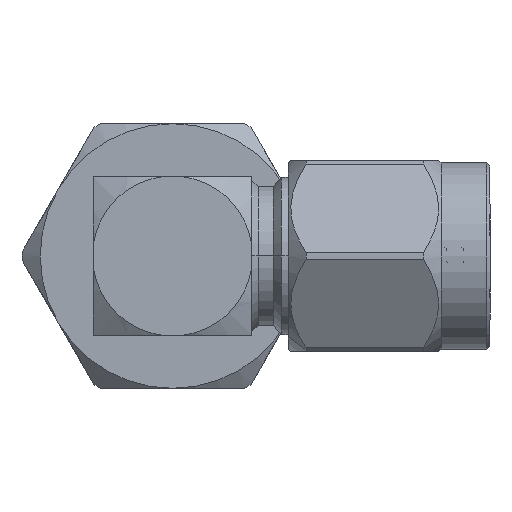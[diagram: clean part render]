
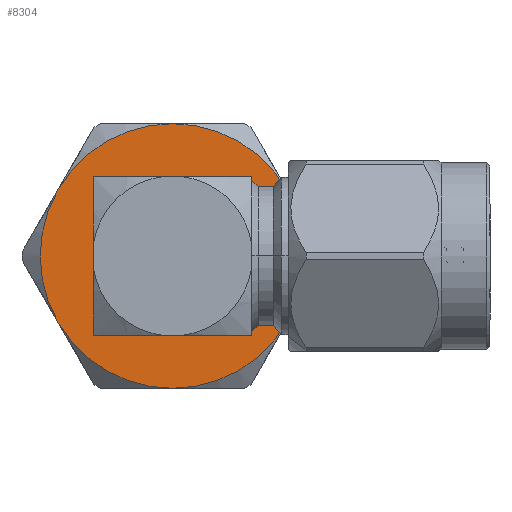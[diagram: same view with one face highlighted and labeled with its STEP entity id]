
A CAD part, left-side view. The second image highlights one B-rep face of the part: STEP entity #8304.
In plain terms, the highlighted face is planar.
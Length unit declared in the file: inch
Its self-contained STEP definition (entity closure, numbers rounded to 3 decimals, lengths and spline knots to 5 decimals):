
#245 = ORIENTED_EDGE ( 'NONE', *, *, #4083, .T. ) ;
#446 = ORIENTED_EDGE ( 'NONE', *, *, #23766, .T. ) ;
#962 = DIRECTION ( 'NONE',  ( 1., 0., 0. ) ) ;
#1164 = VERTEX_POINT ( 'NONE', #4110 ) ;
#2261 = AXIS2_PLACEMENT_3D ( 'NONE', #22890, #962, #25026 ) ;
#2376 = EDGE_CURVE ( 'NONE', #13468, #15370, #23114, .T. ) ;
#2728 = CARTESIAN_POINT ( 'NONE',  ( 0.49539, 0., 0. ) ) ;
#2745 = CARTESIAN_POINT ( 'NONE',  ( 0.49539, 0., 0. ) ) ;
#3062 = ORIENTED_EDGE ( 'NONE', *, *, #22661, .T. ) ;
#3157 = CARTESIAN_POINT ( 'NONE',  ( 0.49539, 0., -0.2165 ) ) ;
#3365 = DIRECTION ( 'NONE',  ( 0., 0., -1. ) ) ;
#3431 = DIRECTION ( 'NONE',  ( 1., 0., 0. ) ) ;
#4083 = EDGE_CURVE ( 'NONE', #21638, #15135, #9859, .T. ) ;
#4110 = CARTESIAN_POINT ( 'NONE',  ( 0.49539, 0.18749, 0.10825 ) ) ;
#4341 = DIRECTION ( 'NONE',  ( 1., 0., 0. ) ) ;
#4355 = AXIS2_PLACEMENT_3D ( 'NONE', #17283, #25443, #7135 ) ;
#4614 = DIRECTION ( 'NONE',  ( 1., 0., 0. ) ) ;
#4744 = DIRECTION ( 'NONE',  ( 0., 0., -1. ) ) ;
#5057 = CARTESIAN_POINT ( 'NONE',  ( 0.49539, 0., 0.2165 ) ) ;
#5380 = DIRECTION ( 'NONE',  ( 1., 0., 0. ) ) ;
#5767 = VERTEX_POINT ( 'NONE', #5057 ) ;
#5792 = CIRCLE ( 'NONE', #20774, 0.2165 ) ;
#6493 = CIRCLE ( 'NONE', #4355, 0.06528 ) ;
#6554 = CIRCLE ( 'NONE', #2261, 0.2165 ) ;
#6861 = FACE_OUTER_BOUND ( 'NONE', #15258, .T. ) ;
#6883 = AXIS2_PLACEMENT_3D ( 'NONE', #17508, #13606, #17768 ) ;
#7135 = DIRECTION ( 'NONE',  ( 0., 0., -1. ) ) ;
#7138 = ORIENTED_EDGE ( 'NONE', *, *, #7186, .T. ) ;
#7186 = EDGE_CURVE ( 'NONE', #15135, #21638, #6493, .T. ) ;
#7318 = DIRECTION ( 'NONE',  ( 0., 0., -1. ) ) ;
#7452 = CARTESIAN_POINT ( 'NONE',  ( 0.49539, 0., 0. ) ) ;
#7799 = ORIENTED_EDGE ( 'NONE', *, *, #10113, .T. ) ;
#7924 = AXIS2_PLACEMENT_3D ( 'NONE', #2728, #4614, #4744 ) ;
#8304 = ADVANCED_FACE ( 'NONE', ( #10982, #6861 ), #14981, .T. ) ;
#9762 = ORIENTED_EDGE ( 'NONE', *, *, #25656, .T. ) ;
#9859 = CIRCLE ( 'NONE', #6883, 0.06528 ) ;
#10113 = EDGE_CURVE ( 'NONE', #13906, #13468, #6554, .T. ) ;
#10203 = CARTESIAN_POINT ( 'NONE',  ( 0.49539, 0., -0.06528 ) ) ;
#10442 = CARTESIAN_POINT ( 'NONE',  ( 0.49539, 0.24633, 0. ) ) ;
#10501 = CIRCLE ( 'NONE', #19924, 0.2165 ) ;
#10982 = FACE_BOUND ( 'NONE', #13178, .T. ) ;
#11012 = DIRECTION ( 'NONE',  ( 0., 0., -1. ) ) ;
#12993 = DIRECTION ( 'NONE',  ( 1., 0., 0. ) ) ;
#13178 = EDGE_LOOP ( 'NONE', ( #7138, #245 ) ) ;
#13422 = CARTESIAN_POINT ( 'NONE',  ( 0.49539, -0.18749, 0.10825 ) ) ;
#13468 = VERTEX_POINT ( 'NONE', #20504 ) ;
#13606 = DIRECTION ( 'NONE',  ( -1., 0., 0. ) ) ;
#13785 = VERTEX_POINT ( 'NONE', #22942 ) ;
#13883 = CIRCLE ( 'NONE', #15580, 0.2165 ) ;
#13906 = VERTEX_POINT ( 'NONE', #13422 ) ;
#14473 = CARTESIAN_POINT ( 'NONE',  ( 0.49539, 0., 0. ) ) ;
#14879 = DIRECTION ( 'NONE',  ( 1., 0., 0. ) ) ;
#14981 = PLANE ( 'NONE',  #21867 ) ;
#15135 = VERTEX_POINT ( 'NONE', #10203 ) ;
#15258 = EDGE_LOOP ( 'NONE', ( #25870, #9762, #18086, #446, #3062, #7799 ) ) ;
#15370 = VERTEX_POINT ( 'NONE', #3157 ) ;
#15580 = AXIS2_PLACEMENT_3D ( 'NONE', #7452, #3431, #7318 ) ;
#17283 = CARTESIAN_POINT ( 'NONE',  ( 0.49539, 0., 0. ) ) ;
#17508 = CARTESIAN_POINT ( 'NONE',  ( 0.49539, 0., 0. ) ) ;
#17768 = DIRECTION ( 'NONE',  ( 0., 0., -1. ) ) ;
#18086 = ORIENTED_EDGE ( 'NONE', *, *, #21914, .T. ) ;
#18369 = DIRECTION ( 'NONE',  ( 0., 0., -1. ) ) ;
#18614 = DIRECTION ( 'NONE',  ( 0., 0., -1. ) ) ;
#19924 = AXIS2_PLACEMENT_3D ( 'NONE', #2745, #14879, #11012 ) ;
#20504 = CARTESIAN_POINT ( 'NONE',  ( 0.49539, -0.18749, -0.10825 ) ) ;
#20511 = CARTESIAN_POINT ( 'NONE',  ( 0.49539, 0., 0.06528 ) ) ;
#20774 = AXIS2_PLACEMENT_3D ( 'NONE', #21672, #5380, #3365 ) ;
#21638 = VERTEX_POINT ( 'NONE', #20511 ) ;
#21672 = CARTESIAN_POINT ( 'NONE',  ( 0.49539, 0., 0. ) ) ;
#21834 = AXIS2_PLACEMENT_3D ( 'NONE', #14473, #4341, #18369 ) ;
#21867 = AXIS2_PLACEMENT_3D ( 'NONE', #10442, #12993, #18614 ) ;
#21914 = EDGE_CURVE ( 'NONE', #13785, #1164, #26273, .T. ) ;
#22661 = EDGE_CURVE ( 'NONE', #5767, #13906, #5792, .T. ) ;
#22890 = CARTESIAN_POINT ( 'NONE',  ( 0.49539, 0., 0. ) ) ;
#22942 = CARTESIAN_POINT ( 'NONE',  ( 0.49539, 0.18749, -0.10825 ) ) ;
#23114 = CIRCLE ( 'NONE', #21834, 0.2165 ) ;
#23766 = EDGE_CURVE ( 'NONE', #1164, #5767, #13883, .T. ) ;
#25026 = DIRECTION ( 'NONE',  ( 0., 0., -1. ) ) ;
#25443 = DIRECTION ( 'NONE',  ( -1., 0., 0. ) ) ;
#25656 = EDGE_CURVE ( 'NONE', #15370, #13785, #10501, .T. ) ;
#25870 = ORIENTED_EDGE ( 'NONE', *, *, #2376, .T. ) ;
#26273 = CIRCLE ( 'NONE', #7924, 0.2165 ) ;
